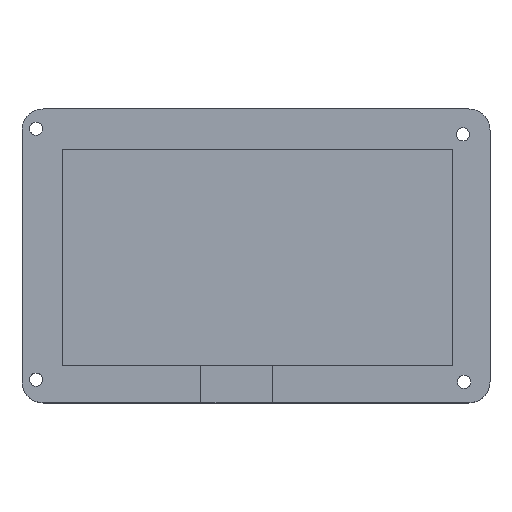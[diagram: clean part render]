
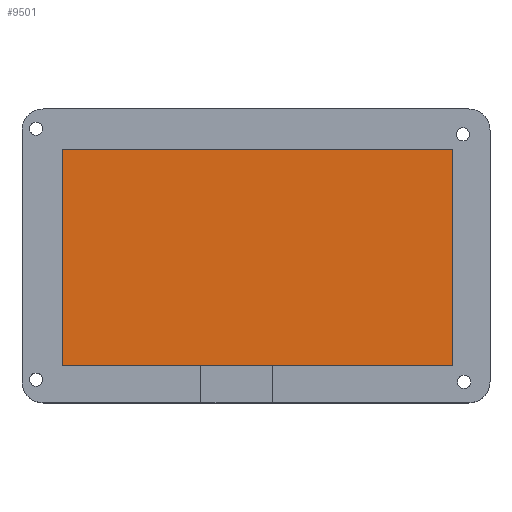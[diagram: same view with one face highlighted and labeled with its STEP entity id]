
A CAD part, top view. The second image highlights one B-rep face of the part: STEP entity #9501.
In plain terms, the highlighted planar face has unit normal (0, 0, 1).
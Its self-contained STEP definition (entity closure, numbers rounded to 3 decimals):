
#1541=FACE_OUTER_BOUND('',#2084,.T.);
#2084=EDGE_LOOP('',(#8752,#8753,#8754,#8755));
#2853=LINE('',#19167,#3612);
#2854=LINE('',#19169,#3613);
#2855=LINE('',#19171,#3614);
#2856=LINE('',#19172,#3615);
#3612=VECTOR('',#10867,10.);
#3613=VECTOR('',#10868,10.);
#3614=VECTOR('',#10869,10.);
#3615=VECTOR('',#10870,10.);
#4559=VERTEX_POINT('',#19165);
#4560=VERTEX_POINT('',#19166);
#4561=VERTEX_POINT('',#19168);
#4562=VERTEX_POINT('',#19170);
#5965=EDGE_CURVE('',#4559,#4560,#2853,.T.);
#5966=EDGE_CURVE('',#4561,#4559,#2854,.T.);
#5967=EDGE_CURVE('',#4562,#4561,#2855,.T.);
#5968=EDGE_CURVE('',#4560,#4562,#2856,.T.);
#8752=ORIENTED_EDGE('',*,*,#5965,.F.);
#8753=ORIENTED_EDGE('',*,*,#5966,.F.);
#8754=ORIENTED_EDGE('',*,*,#5967,.F.);
#8755=ORIENTED_EDGE('',*,*,#5968,.F.);
#9000=PLANE('',#9719);
#9501=ADVANCED_FACE('',(#1541),#9000,.T.);
#9719=AXIS2_PLACEMENT_3D('',#19164,#10865,#10866);
#10865=DIRECTION('center_axis',(0.,0.,1.));
#10866=DIRECTION('ref_axis',(1.,0.,0.));
#10867=DIRECTION('',(-1.,0.,0.));
#10868=DIRECTION('',(0.,-1.,0.));
#10869=DIRECTION('',(1.,0.,0.));
#10870=DIRECTION('',(0.,1.,0.));
#19164=CARTESIAN_POINT('Origin',(3.931,9.772,3.));
#19165=CARTESIAN_POINT('',(54.431,-18.228,3.));
#19166=CARTESIAN_POINT('',(-46.569,-18.228,3.));
#19167=CARTESIAN_POINT('',(29.181,-18.228,3.));
#19168=CARTESIAN_POINT('',(54.431,37.772,3.));
#19169=CARTESIAN_POINT('',(54.431,23.772,3.));
#19170=CARTESIAN_POINT('',(-46.569,37.772,3.));
#19171=CARTESIAN_POINT('',(-21.319,37.772,3.));
#19172=CARTESIAN_POINT('',(-46.569,-4.228,3.));
